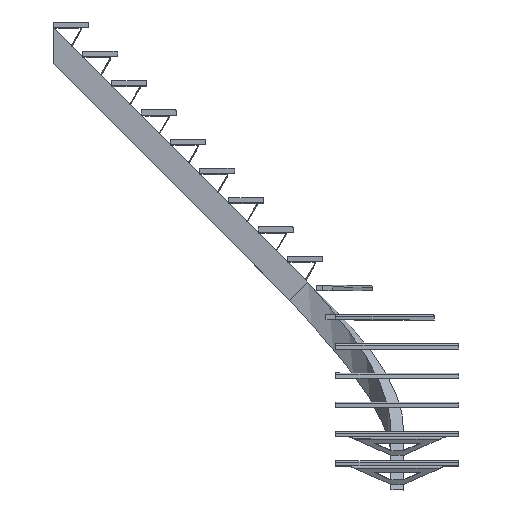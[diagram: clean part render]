
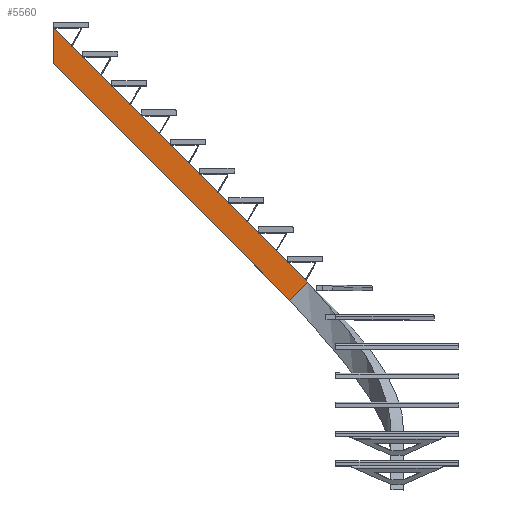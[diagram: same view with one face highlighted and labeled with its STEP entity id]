
A CAD part, top view. The second image highlights one B-rep face of the part: STEP entity #5560.
In plain terms, the highlighted planar face has unit normal (0, 0, 1).
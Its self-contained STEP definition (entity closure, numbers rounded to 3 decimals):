
#709 = VERTEX_POINT ( 'NONE', #6566 ) ;
#876 = EDGE_LOOP ( 'NONE', ( #6192, #5476, #11772, #13534 ) ) ;
#1286 = LINE ( 'NONE', #6592, #17782 ) ;
#1523 = VERTEX_POINT ( 'NONE', #1663 ) ;
#1663 = CARTESIAN_POINT ( 'NONE',  ( 0., 2672.725, 80. ) ) ;
#1725 = CARTESIAN_POINT ( 'NONE',  ( 1481.862, 1190.862, 80. ) ) ;
#2126 = DIRECTION ( 'NONE',  ( 0.707, -0.707, 0. ) ) ;
#3702 = CARTESIAN_POINT ( 'NONE',  ( -0.001, 2898.999, 80. ) ) ;
#3984 = FACE_OUTER_BOUND ( 'NONE', #876, .T. ) ;
#4232 = VERTEX_POINT ( 'NONE', #12722 ) ;
#4321 = VECTOR ( 'NONE', #14810, 1000. ) ;
#5476 = ORIENTED_EDGE ( 'NONE', *, *, #14306, .T. ) ;
#5560 = ADVANCED_FACE ( 'NONE', ( #3984 ), #9461, .T. ) ;
#5917 = VECTOR ( 'NONE', #13557, 1000. ) ;
#6192 = ORIENTED_EDGE ( 'NONE', *, *, #7221, .F. ) ;
#6566 = CARTESIAN_POINT ( 'NONE',  ( 0., 2898.999, 80. ) ) ;
#6592 = CARTESIAN_POINT ( 'NONE',  ( 0., 2785.862, 80. ) ) ;
#7221 = EDGE_CURVE ( 'NONE', #1523, #709, #1286, .T. ) ;
#9172 = EDGE_CURVE ( 'NONE', #709, #4232, #10916, .T. ) ;
#9461 = PLANE ( 'NONE',  #15130 ) ;
#10244 = LINE ( 'NONE', #12993, #15964 ) ;
#10916 = LINE ( 'NONE', #3702, #5917 ) ;
#11772 = ORIENTED_EDGE ( 'NONE', *, *, #16493, .F. ) ;
#11989 = LINE ( 'NONE', #17527, #4321 ) ;
#12722 = CARTESIAN_POINT ( 'NONE',  ( 1594.999, 1303.999, 80. ) ) ;
#12993 = CARTESIAN_POINT ( 'NONE',  ( -113.138, 2785.862, 80. ) ) ;
#13489 = CARTESIAN_POINT ( 'NONE',  ( -113.138, 2785.862, 80. ) ) ;
#13534 = ORIENTED_EDGE ( 'NONE', *, *, #9172, .F. ) ;
#13557 = DIRECTION ( 'NONE',  ( 0.707, -0.707, 0. ) ) ;
#13574 = VERTEX_POINT ( 'NONE', #1725 ) ;
#13758 = DIRECTION ( 'NONE',  ( 1., 0., 0. ) ) ;
#14306 = EDGE_CURVE ( 'NONE', #1523, #13574, #10244, .T. ) ;
#14810 = DIRECTION ( 'NONE',  ( -0.707, -0.707, 0. ) ) ;
#15130 = AXIS2_PLACEMENT_3D ( 'NONE', #13489, #17661, #13758 ) ;
#15964 = VECTOR ( 'NONE', #2126, 1000. ) ;
#16493 = EDGE_CURVE ( 'NONE', #4232, #13574, #11989, .T. ) ;
#17527 = CARTESIAN_POINT ( 'NONE',  ( 1481.862, 1190.862, 80. ) ) ;
#17661 = DIRECTION ( 'NONE',  ( 0., 0., 1. ) ) ;
#17782 = VECTOR ( 'NONE', #17902, 1000. ) ;
#17902 = DIRECTION ( 'NONE',  ( 0., 1., 0. ) ) ;
